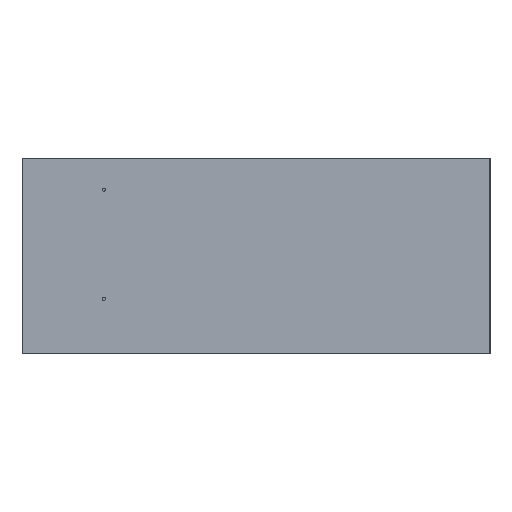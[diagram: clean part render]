
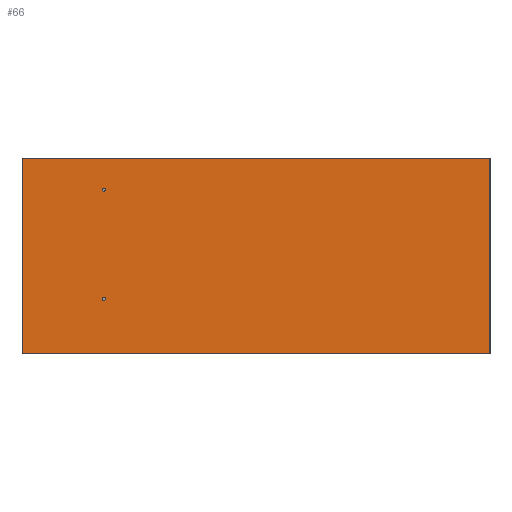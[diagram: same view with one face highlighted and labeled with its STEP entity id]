
A CAD part, top view. The second image highlights one B-rep face of the part: STEP entity #66.
In plain terms, the highlighted planar face has unit normal (0, 0, 1).
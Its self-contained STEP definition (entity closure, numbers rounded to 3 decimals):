
#66=ADVANCED_FACE('',(#150,#151,#152),#153,.T.);
#150=FACE_BOUND('',#257,.T.);
#151=FACE_BOUND('',#258,.T.);
#152=FACE_OUTER_BOUND('',#259,.T.);
#153=PLANE('',#260);
#257=EDGE_LOOP('',(#360));
#258=EDGE_LOOP('',(#361));
#259=EDGE_LOOP('',(#362,#363,#364,#365));
#260=AXIS2_PLACEMENT_3D('',#366,#367,#368);
#360=ORIENTED_EDGE('',*,*,#549,.T.);
#361=ORIENTED_EDGE('',*,*,#562,.T.);
#362=ORIENTED_EDGE('',*,*,#563,.F.);
#363=ORIENTED_EDGE('',*,*,#560,.F.);
#364=ORIENTED_EDGE('',*,*,#564,.F.);
#365=ORIENTED_EDGE('',*,*,#565,.F.);
#366=CARTESIAN_POINT('',(97.5,17.5,15.0));
#367=DIRECTION('',(0.0,0.0,1.0));
#368=DIRECTION('',(-1.0,0.0,0.0));
#549=EDGE_CURVE('',#629,#629,#630,.T.);
#560=EDGE_CURVE('',#646,#644,#648,.T.);
#562=EDGE_CURVE('',#650,#650,#651,.T.);
#563=EDGE_CURVE('',#644,#652,#653,.T.);
#564=EDGE_CURVE('',#654,#646,#655,.T.);
#565=EDGE_CURVE('',#652,#654,#656,.T.);
#629=VERTEX_POINT('',#745);
#630=CIRCLE('',#746,4.0);
#644=VERTEX_POINT('',#764);
#646=VERTEX_POINT('',#767);
#648=LINE('',#770,#771);
#650=VERTEX_POINT('',#773);
#651=CIRCLE('',#774,4.0);
#652=VERTEX_POINT('',#775);
#653=LINE('',#776,#777);
#654=VERTEX_POINT('',#778);
#655=LINE('',#779,#780);
#656=LINE('',#781,#782);
#745=CARTESIAN_POINT('',(-296.5,187.5,15.0));
#746=AXIS2_PLACEMENT_3D('',#908,#909,#910);
#764=CARTESIAN_POINT('',(697.49,267.5,15.0));
#767=CARTESIAN_POINT('',(-502.49,267.5,15.0));
#770=CARTESIAN_POINT('',(97.5,267.5,15.0));
#771=VECTOR('',#920,1.0);
#773=CARTESIAN_POINT('',(-288.5,-92.5,15.0));
#774=AXIS2_PLACEMENT_3D('',#921,#922,#923);
#775=CARTESIAN_POINT('',(697.49,-232.49,15.0));
#776=CARTESIAN_POINT('',(697.49,17.5,15.0));
#777=VECTOR('',#924,1.0);
#778=CARTESIAN_POINT('',(-502.49,-232.49,15.0));
#779=CARTESIAN_POINT('',(-502.49,17.5,15.0));
#780=VECTOR('',#925,1.0);
#781=CARTESIAN_POINT('',(97.5,-232.49,15.0));
#782=VECTOR('',#926,1.0);
#908=CARTESIAN_POINT('',(-292.5,187.5,15.0));
#909=DIRECTION('',(0.0,0.0,-1.0));
#910=DIRECTION('',(-1.0,0.0,0.0));
#920=DIRECTION('',(1.0,0.0,0.0));
#921=CARTESIAN_POINT('',(-292.5,-92.5,15.0));
#922=DIRECTION('',(0.0,0.0,-1.0));
#923=DIRECTION('',(1.0,0.0,0.0));
#924=DIRECTION('',(0.0,-1.0,0.0));
#925=DIRECTION('',(0.0,1.0,0.0));
#926=DIRECTION('',(-1.0,0.0,0.0));
